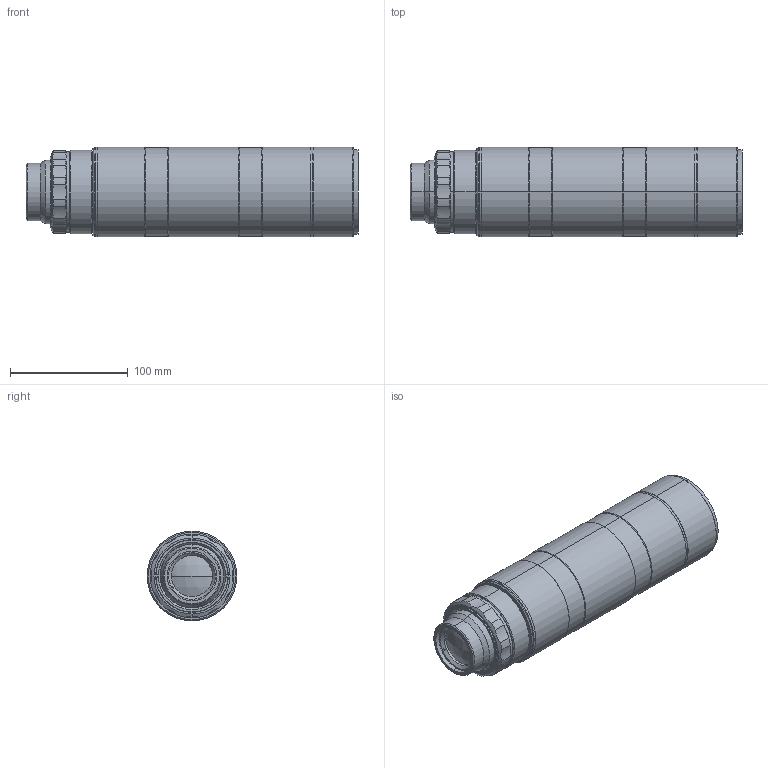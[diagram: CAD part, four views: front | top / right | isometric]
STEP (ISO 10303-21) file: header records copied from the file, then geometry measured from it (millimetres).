
FILE_DESCRIPTION (( 'STEP AP203' ), '1' );
FILE_NAME ('DP21291-B_MC12K200X-R.step', '2021-12-23T11:14:55', ( '' ), ( '' ), 'SwSTEP 2.0', 'SolidWorks 2021', '' );
FILE_SCHEMA (( 'CONFIG_CONTROL_DESIGN' ));
Length unit declared in the file: millimetre
Products named in the file (1): DP21291-B_MC12K200X-R
Bounding box: 281.64 x 76 x 76 mm (x, y, z)
Surface area: 130564.5 mm2 (no closed solid volume)
Topology: 0 solids, 13 shells, 134 faces, 348 edges, 229 vertices
Faces by surface type: cylinder 73, cone 32, plane 27, sphere 2
Entity records: 4536 total; most frequent: CARTESIAN_POINT 1134, DIRECTION 748, ORIENTED_EDGE 617, EDGE_CURVE 348, AXIS2_PLACEMENT_3D 307, VERTEX_POINT 229, CIRCLE 172, EDGE_LOOP 155
